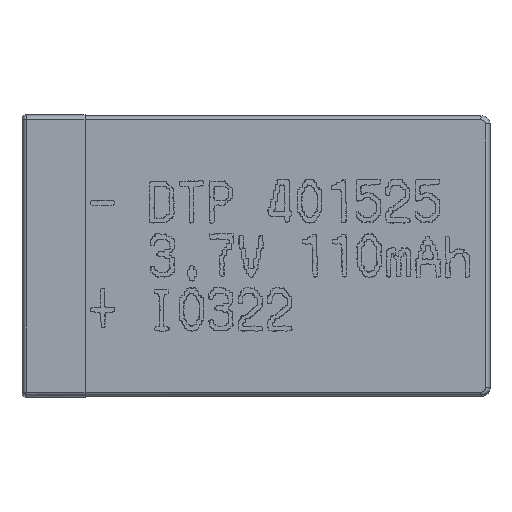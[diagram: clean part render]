
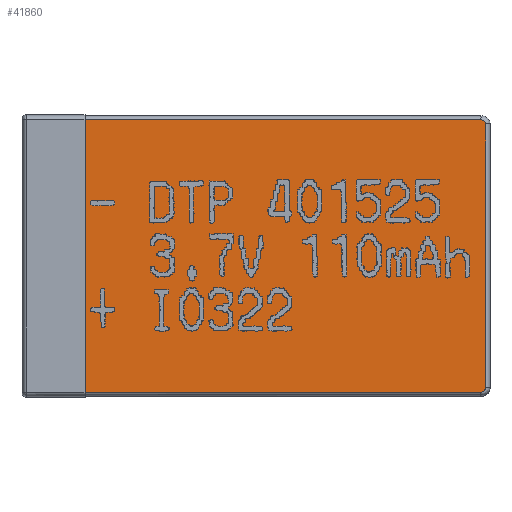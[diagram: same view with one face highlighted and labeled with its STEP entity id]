
A CAD part, top view. The second image highlights one B-rep face of the part: STEP entity #41860.
In plain terms, the highlighted free-form (B-spline) face has degree [1, 1] with [2, 2] control points.
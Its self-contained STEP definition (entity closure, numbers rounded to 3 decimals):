
#41833 = VERTEX_POINT('',#41834);
#41834 = CARTESIAN_POINT('',(12.,7.26,1.925));
#41842 = VERTEX_POINT('',#41843);
#41843 = CARTESIAN_POINT('',(-9.12,7.26,1.925));
#41849 = EDGE_CURVE('',#41842,#41833,#41850,.T.);
#41850 = B_SPLINE_CURVE_WITH_KNOTS('',1,(#41851,#41852),.UNSPECIFIED.,
  .F.,.F.,(2,2),(7.,51.),.PIECEWISE_BEZIER_KNOTS.);
#41851 = CARTESIAN_POINT('',(-9.12,7.26,1.925));
#41852 = CARTESIAN_POINT('',(12.,7.26,1.925));
#41860 = ADVANCED_FACE('',(#41861),#41899,.T.);
#41861 = FACE_BOUND('',#41862,.T.);
#41862 = EDGE_LOOP('',(#41863,#41870,#41877,#41885,#41892,#41898));
#41863 = ORIENTED_EDGE('',*,*,#41864,.F.);
#41864 = EDGE_CURVE('',#41865,#41842,#41867,.T.);
#41865 = VERTEX_POINT('',#41866);
#41866 = CARTESIAN_POINT('',(-9.12,-7.26,1.925));
#41867 = B_SPLINE_CURVE_WITH_KNOTS('',1,(#41868,#41869),.UNSPECIFIED.,
  .F.,.F.,(2,2),(-16.5,16.5),.PIECEWISE_BEZIER_KNOTS.);
#41868 = CARTESIAN_POINT('',(-9.12,-7.26,1.925));
#41869 = CARTESIAN_POINT('',(-9.12,7.26,1.925));
#41870 = ORIENTED_EDGE('',*,*,#41871,.F.);
#41871 = EDGE_CURVE('',#41872,#41865,#41874,.T.);
#41872 = VERTEX_POINT('',#41873);
#41873 = CARTESIAN_POINT('',(12.,-7.26,1.925));
#41874 = B_SPLINE_CURVE_WITH_KNOTS('',1,(#41875,#41876),.UNSPECIFIED.,
  .F.,.F.,(2,2),(0.,44.),.PIECEWISE_BEZIER_KNOTS.);
#41875 = CARTESIAN_POINT('',(12.,-7.26,1.925));
#41876 = CARTESIAN_POINT('',(-9.12,-7.26,1.925));
#41877 = ORIENTED_EDGE('',*,*,#41878,.F.);
#41878 = EDGE_CURVE('',#41879,#41872,#41881,.T.);
#41879 = VERTEX_POINT('',#41880);
#41880 = CARTESIAN_POINT('',(12.24,-7.04,1.925));
#41881 = ( BOUNDED_CURVE() B_SPLINE_CURVE(2,(#41882,#41883,#41884),
.UNSPECIFIED.,.F.,.F.) B_SPLINE_CURVE_WITH_KNOTS((3,3),(0.,
1.571),.PIECEWISE_BEZIER_KNOTS.) CURVE() 
GEOMETRIC_REPRESENTATION_ITEM() RATIONAL_B_SPLINE_CURVE((1.,
0.707,1.)) REPRESENTATION_ITEM('') );
#41882 = CARTESIAN_POINT('',(12.24,-7.04,1.925));
#41883 = CARTESIAN_POINT('',(12.24,-7.26,1.925));
#41884 = CARTESIAN_POINT('',(12.,-7.26,1.925));
#41885 = ORIENTED_EDGE('',*,*,#41886,.F.);
#41886 = EDGE_CURVE('',#41887,#41879,#41889,.T.);
#41887 = VERTEX_POINT('',#41888);
#41888 = CARTESIAN_POINT('',(12.24,7.04,1.925));
#41889 = B_SPLINE_CURVE_WITH_KNOTS('',1,(#41890,#41891),.UNSPECIFIED.,
  .F.,.F.,(2,2),(0.,32.),.PIECEWISE_BEZIER_KNOTS.);
#41890 = CARTESIAN_POINT('',(12.24,7.04,1.925));
#41891 = CARTESIAN_POINT('',(12.24,-7.04,1.925));
#41892 = ORIENTED_EDGE('',*,*,#41893,.F.);
#41893 = EDGE_CURVE('',#41833,#41887,#41894,.T.);
#41894 = ( BOUNDED_CURVE() B_SPLINE_CURVE(2,(#41895,#41896,#41897),
.UNSPECIFIED.,.F.,.F.) B_SPLINE_CURVE_WITH_KNOTS((3,3),(0.,
1.571),.PIECEWISE_BEZIER_KNOTS.) CURVE() 
GEOMETRIC_REPRESENTATION_ITEM() RATIONAL_B_SPLINE_CURVE((1.,
0.707,1.)) REPRESENTATION_ITEM('') );
#41895 = CARTESIAN_POINT('',(12.,7.26,1.925));
#41896 = CARTESIAN_POINT('',(12.24,7.26,1.925));
#41897 = CARTESIAN_POINT('',(12.24,7.04,1.925));
#41898 = ORIENTED_EDGE('',*,*,#41849,.F.);
#41899 = B_SPLINE_SURFACE_WITH_KNOTS('',1,1,(
    (#41900,#41901)
    ,(#41902,#41903
  )),.UNSPECIFIED.,.F.,.F.,.F.,(2,2),(2,2),(-19.,25.5),(-16.5,16.5),
  .PIECEWISE_BEZIER_KNOTS.);
#41900 = CARTESIAN_POINT('',(-9.12,-7.26,1.925));
#41901 = CARTESIAN_POINT('',(-9.12,7.26,1.925));
#41902 = CARTESIAN_POINT('',(12.24,-7.26,1.925));
#41903 = CARTESIAN_POINT('',(12.24,7.26,1.925));
